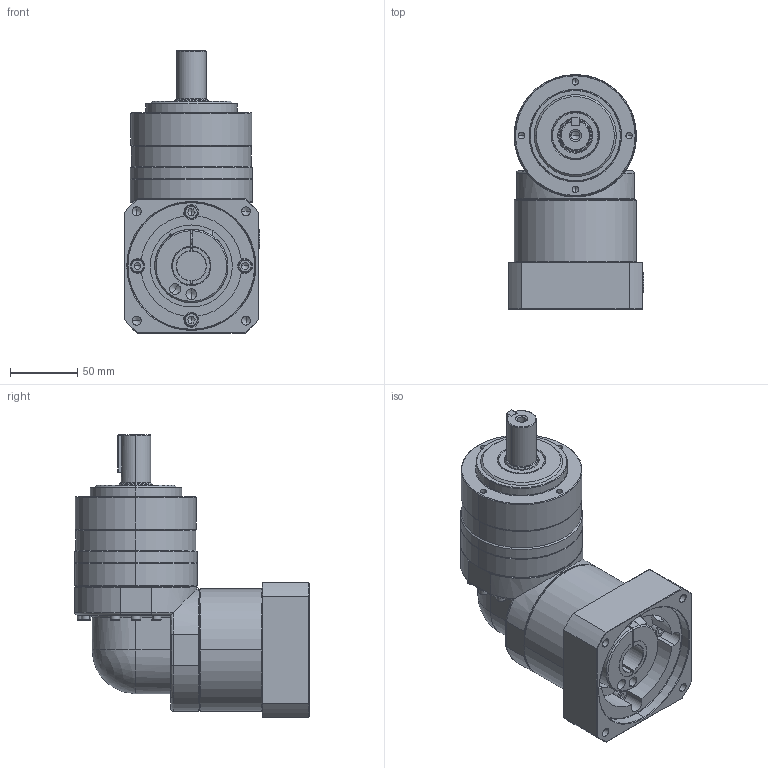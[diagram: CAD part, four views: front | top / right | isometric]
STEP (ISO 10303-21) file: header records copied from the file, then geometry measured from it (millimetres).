
FILE_DESCRIPTION (( 'STEP AP214' ), '1' );
FILE_NAME ('PGB090-05A4.STEP', '2015-05-04T18:14:16', ( '' ), ( '' ), 'SwSTEP 2.0', 'SolidWorks 2014', '' );
FILE_SCHEMA (( 'AUTOMOTIVE_DESIGN' ));
Length unit declared in the file: inch
Products named in the file (1): PGB090-05A4
Bounding box: 101 x 174.5 x 210 mm (x, y, z)
Volume: 1388927.9 mm3; surface area: 122524.2 mm2
Topology: 1 solids, 1 shells, 511 faces, 1309 edges, 790 vertices
Faces by surface type: plane 216, cylinder 130, cone 112, torus 51, sphere 2
Entity records: 17980 total; most frequent: CARTESIAN_POINT 3396, DIRECTION 2573, ORIENTED_EDGE 2508, EDGE_CURVE 1254, AXIS2_PLACEMENT_3D 985, VERTEX_POINT 788, LINE 603, VECTOR 603
